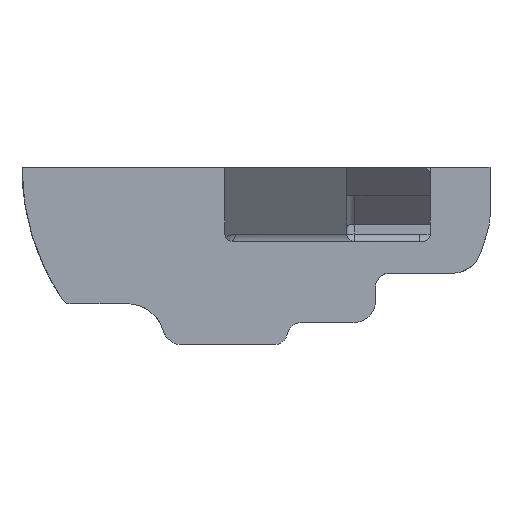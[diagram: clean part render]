
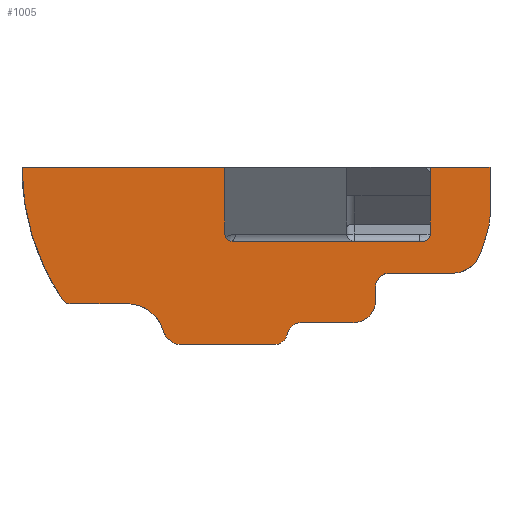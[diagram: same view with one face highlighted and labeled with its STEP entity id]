
A CAD part, front view. The second image highlights one B-rep face of the part: STEP entity #1005.
In plain terms, the highlighted planar face has unit normal (0, -1, 0).
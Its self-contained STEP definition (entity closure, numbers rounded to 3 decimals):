
#1005=ADVANCED_FACE('NONE',(#2562),#2563,.F.);
#1209=EDGE_CURVE('NONE',#2867,#2864,#2868,.T.);
#1273=EDGE_CURVE('NONE',#2956,#2953,#2957,.T.);
#1441=EDGE_CURVE('NONE',#3193,#3190,#3194,.T.);
#1461=EDGE_CURVE('NONE',#3222,#3219,#3223,.T.);
#1493=EDGE_CURVE('NONE',#3190,#3265,#3268,.T.);
#1607=EDGE_CURVE('NONE',#3420,#3417,#3421,.T.);
#1613=EDGE_CURVE('NONE',#3222,#3427,#3428,.T.);
#1659=EDGE_CURVE('NONE',#3487,#3484,#3488,.T.);
#1675=EDGE_CURVE('NONE',#3509,#3506,#3510,.T.);
#1695=EDGE_CURVE('NONE',#3506,#2867,#3537,.T.);
#1821=EDGE_CURVE('NONE',#3484,#3427,#3696,.T.);
#1845=EDGE_CURVE('NONE',#3726,#3219,#3727,.T.);
#1859=EDGE_CURVE('NONE',#3742,#3739,#3743,.T.);
#1889=EDGE_CURVE('NONE',#3739,#3774,#3777,.T.);
#1987=EDGE_CURVE('NONE',#2864,#3889,#3892,.T.);
#1999=EDGE_CURVE('NONE',#3509,#3726,#3905,.T.);
#2013=EDGE_CURVE('NONE',#3920,#3742,#3921,.T.);
#2017=EDGE_CURVE('NONE',#2953,#3920,#3925,.T.);
#2027=EDGE_CURVE('NONE',#3935,#3193,#3936,.T.);
#2029=EDGE_CURVE('NONE',#3265,#3938,#3939,.T.);
#2031=EDGE_CURVE('NONE',#3938,#3420,#3941,.T.);
#2033=EDGE_CURVE('NONE',#3417,#3487,#3943,.T.);
#2035=EDGE_CURVE('NONE',#3889,#2956,#3945,.T.);
#2037=EDGE_CURVE('NONE',#3774,#3935,#3947,.T.);
#2562=FACE_OUTER_BOUND('',#5526,.T.);
#2563=PLANE('',#5527);
#2864=VERTEX_POINT('NONE',#6400);
#2867=VERTEX_POINT('NONE',#6405);
#2868=CIRCLE('',#6406,0.7);
#2953=VERTEX_POINT('NONE',#6634);
#2956=VERTEX_POINT('NONE',#6639);
#2957=CIRCLE('',#6640,1.4);
#3190=VERTEX_POINT('NONE',#7134);
#3193=VERTEX_POINT('NONE',#7139);
#3194=CIRCLE('',#7140,1.0);
#3219=VERTEX_POINT('NONE',#7195);
#3222=VERTEX_POINT('NONE',#7200);
#3223=LINE('',#7201,#7202);
#3265=VERTEX_POINT('NONE',#7264);
#3268=LINE('',#7269,#7270);
#3417=VERTEX_POINT('NONE',#7571);
#3420=VERTEX_POINT('NONE',#7576);
#3421=CIRCLE('',#7577,3.0);
#3427=VERTEX_POINT('NONE',#7587);
#3428=CIRCLE('',#7588,0.5);
#3484=VERTEX_POINT('NONE',#7687);
#3487=VERTEX_POINT('NONE',#7692);
#3488=LINE('',#7693,#7694);
#3506=VERTEX_POINT('NONE',#7723);
#3509=VERTEX_POINT('NONE',#7728);
#3510=LINE('',#7729,#7730);
#3537=CIRCLE('',#7810,16.64);
#3696=LINE('',#8143,#8144);
#3726=VERTEX_POINT('NONE',#8191);
#3727=CIRCLE('',#8192,0.5);
#3739=VERTEX_POINT('NONE',#8223);
#3742=VERTEX_POINT('NONE',#8228);
#3743=CIRCLE('',#8229,1.0);
#3774=VERTEX_POINT('NONE',#8316);
#3777=LINE('',#8321,#8322);
#3889=VERTEX_POINT('NONE',#8535);
#3892=LINE('',#8540,#8541);
#3905=LINE('',#8594,#8595);
#3920=VERTEX_POINT('NONE',#8626);
#3921=CIRCLE('',#8627,1.0);
#3925=LINE('',#8634,#8635);
#3935=VERTEX_POINT('NONE',#8653);
#3936=LINE('',#8654,#8655);
#3938=VERTEX_POINT('NONE',#8658);
#3939=CIRCLE('',#8659,2.0);
#3941=CIRCLE('',#8662,16.64);
#3943=LINE('',#8665,#8666);
#3945=CIRCLE('',#8669,2.6);
#3947=CIRCLE('',#8672,1.5);
#5526=EDGE_LOOP('',(#10079,#10080,#10081,#10082,#10083,#10084,#10085,#10086,#10087,#10088,#10089,#10090,#10091,#10092,#10093,#10094,#10095,#10096,#10097,#10098,#10099,#10100,#10101,#10102));
#5527=AXIS2_PLACEMENT_3D('',#10103,#10104,#10105);
#6400=CARTESIAN_POINT('',(-13.237,0.0,-9.58));
#6405=CARTESIAN_POINT('',(-13.819,0.,-9.27));
#6406=AXIS2_PLACEMENT_3D('',#10562,#10563,#10564);
#6634=CARTESIAN_POINT('',(-5.4,0.,-12.46));
#6639=CARTESIAN_POINT('',(-6.744,0.,-11.452));
#6640=AXIS2_PLACEMENT_3D('',#10597,#10598,#10599);
#7134=CARTESIAN_POINT('',(9.15,0.0,-7.43));
#7139=CARTESIAN_POINT('',(8.15,0.0,-8.43));
#7140=AXIS2_PLACEMENT_3D('',#10720,#10721,#10722);
#7195=CARTESIAN_POINT('',(-1.9,0.0,-5.2));
#7200=CARTESIAN_POINT('',(11.5,0.0,-5.2));
#7201=CARTESIAN_POINT('',(-2.4,0.0,-5.2));
#7202=VECTOR('',#10733,1.0);
#7264=CARTESIAN_POINT('',(13.596,0.0,-7.43));
#7269=CARTESIAN_POINT('',(9.15,0.0,-7.43));
#7270=VECTOR('',#10767,1.0);
#7571=CARTESIAN_POINT('',(16.19,0.0,-3.475));
#7576=CARTESIAN_POINT('',(16.091,0.,-4.239));
#7577=AXIS2_PLACEMENT_3D('',#10856,#10857,#10858);
#7587=CARTESIAN_POINT('',(12.0,0.,-4.7));
#7588=AXIS2_PLACEMENT_3D('',#10863,#10864,#10865);
#7687=CARTESIAN_POINT('',(12.0,0.0,0.));
#7692=CARTESIAN_POINT('',(16.19,0.0,0.0));
#7693=CARTESIAN_POINT('',(-14.58,0.0,0.));
#7694=VECTOR('',#10905,1.0);
#7723=CARTESIAN_POINT('',(-16.64,0.0,0.));
#7728=CARTESIAN_POINT('',(-2.4,0.0,0.));
#7729=CARTESIAN_POINT('',(-14.58,0.0,0.));
#7730=VECTOR('',#10917,1.0);
#7810=AXIS2_PLACEMENT_3D('',#10923,#10924,#10925);
#8143=CARTESIAN_POINT('',(12.0,0.0,0.));
#8144=VECTOR('',#11028,1.0);
#8191=CARTESIAN_POINT('',(-2.4,0.0,-4.7));
#8192=AXIS2_PLACEMENT_3D('',#11052,#11053,#11054);
#8223=CARTESIAN_POINT('',(2.951,0.0,-10.9));
#8228=CARTESIAN_POINT('',(1.975,0.,-11.68));
#8229=AXIS2_PLACEMENT_3D('',#11062,#11063,#11064);
#8316=CARTESIAN_POINT('',(6.65,0.0,-10.9));
#8321=CARTESIAN_POINT('',(2.951,0.0,-10.9));
#8322=VECTOR('',#11084,1.0);
#8535=CARTESIAN_POINT('',(-9.24,0.0,-9.58));
#8540=CARTESIAN_POINT('',(-13.237,0.0,-9.58));
#8541=VECTOR('',#11160,1.0);
#8594=CARTESIAN_POINT('',(-2.4,0.0,0.));
#8595=VECTOR('',#11167,1.0);
#8626=CARTESIAN_POINT('',(1.,0.,-12.46));
#8627=AXIS2_PLACEMENT_3D('',#11177,#11178,#11179);
#8634=CARTESIAN_POINT('',(-5.4,0.,-12.46));
#8635=VECTOR('',#11181,1.0);
#8653=CARTESIAN_POINT('',(8.15,0.0,-9.4));
#8654=CARTESIAN_POINT('',(8.15,0.,-10.46));
#8655=VECTOR('',#11188,1.0);
#8658=CARTESIAN_POINT('',(15.453,0.0,-6.172));
#8659=AXIS2_PLACEMENT_3D('',#11189,#11190,#11191);
#8662=AXIS2_PLACEMENT_3D('',#11192,#11193,#11194);
#8665=CARTESIAN_POINT('',(16.19,0.0,-3.475));
#8666=VECTOR('',#11195,1.0);
#8669=AXIS2_PLACEMENT_3D('',#11196,#11197,#11198);
#8672=AXIS2_PLACEMENT_3D('',#11199,#11200,#11201);
#10079=ORIENTED_EDGE('',*,*,#2027,.T.);
#10080=ORIENTED_EDGE('',*,*,#1441,.T.);
#10081=ORIENTED_EDGE('',*,*,#1493,.T.);
#10082=ORIENTED_EDGE('',*,*,#2029,.T.);
#10083=ORIENTED_EDGE('',*,*,#2031,.T.);
#10084=ORIENTED_EDGE('',*,*,#1607,.T.);
#10085=ORIENTED_EDGE('',*,*,#2033,.T.);
#10086=ORIENTED_EDGE('',*,*,#1659,.T.);
#10087=ORIENTED_EDGE('',*,*,#1821,.T.);
#10088=ORIENTED_EDGE('',*,*,#1613,.F.);
#10089=ORIENTED_EDGE('',*,*,#1461,.T.);
#10090=ORIENTED_EDGE('',*,*,#1845,.F.);
#10091=ORIENTED_EDGE('',*,*,#1999,.F.);
#10092=ORIENTED_EDGE('',*,*,#1675,.T.);
#10093=ORIENTED_EDGE('',*,*,#1695,.T.);
#10094=ORIENTED_EDGE('',*,*,#1209,.T.);
#10095=ORIENTED_EDGE('',*,*,#1987,.T.);
#10096=ORIENTED_EDGE('',*,*,#2035,.T.);
#10097=ORIENTED_EDGE('',*,*,#1273,.T.);
#10098=ORIENTED_EDGE('',*,*,#2017,.T.);
#10099=ORIENTED_EDGE('',*,*,#2013,.T.);
#10100=ORIENTED_EDGE('',*,*,#1859,.T.);
#10101=ORIENTED_EDGE('',*,*,#1889,.T.);
#10102=ORIENTED_EDGE('',*,*,#2037,.T.);
#10103=CARTESIAN_POINT('',(0.,0.0,0.0));
#10104=DIRECTION('',(-0.0,1.0,0.0));
#10105=DIRECTION('',(1.0,0.0,0.0));
#10562=CARTESIAN_POINT('',(-13.237,0.0,-8.88));
#10563=DIRECTION('',(0.0,-1.0,0.0));
#10564=DIRECTION('',(0.0,0.0,-1.0));
#10597=CARTESIAN_POINT('',(-5.4,0.0,-11.06));
#10598=DIRECTION('',(0.0,-1.0,0.0));
#10599=DIRECTION('',(0.0,0.0,-1.0));
#10720=CARTESIAN_POINT('',(9.15,0.0,-8.43));
#10721=DIRECTION('',(0.0,1.0,0.0));
#10722=DIRECTION('',(0.0,0.0,1.0));
#10733=DIRECTION('',(-1.0,0.,0.));
#10767=DIRECTION('',(1.0,0.,0.));
#10856=CARTESIAN_POINT('',(13.19,0.0,-3.475));
#10857=DIRECTION('',(0.0,-1.0,0.0));
#10858=DIRECTION('',(0.0,0.0,1.0));
#10863=CARTESIAN_POINT('',(11.5,0.0,-4.7));
#10864=DIRECTION('',(0.0,-1.0,0.0));
#10865=DIRECTION('',(0.0,0.0,-1.0));
#10905=DIRECTION('',(-1.0,0.0,0.0));
#10917=DIRECTION('',(-1.0,0.0,0.0));
#10923=CARTESIAN_POINT('',(0.,0.0,0.0));
#10924=DIRECTION('',(0.0,-1.0,0.0));
#10925=DIRECTION('',(0.0,0.0,-1.0));
#11028=DIRECTION('',(0.,0.0,-1.0));
#11052=CARTESIAN_POINT('',(-1.9,0.0,-4.7));
#11053=DIRECTION('',(0.0,-1.0,0.0));
#11054=DIRECTION('',(0.0,0.0,-1.0));
#11062=CARTESIAN_POINT('',(2.951,0.0,-11.9));
#11063=DIRECTION('',(0.0,1.0,0.0));
#11064=DIRECTION('',(0.0,0.0,1.0));
#11084=DIRECTION('',(1.0,0.0,0.));
#11160=DIRECTION('',(1.0,0.0,0.0));
#11167=DIRECTION('',(0.,0.0,-1.0));
#11177=CARTESIAN_POINT('',(1.,0.,-11.46));
#11178=DIRECTION('',(0.0,-1.0,0.0));
#11179=DIRECTION('',(0.0,0.0,1.0));
#11181=DIRECTION('',(1.0,0.0,0.));
#11188=DIRECTION('',(0.0,0.0,1.0));
#11189=CARTESIAN_POINT('',(13.596,0.0,-5.43));
#11190=DIRECTION('',(0.0,-1.0,0.0));
#11191=DIRECTION('',(0.0,0.0,1.0));
#11192=CARTESIAN_POINT('',(0.,0.0,0.0));
#11193=DIRECTION('',(0.0,-1.0,0.0));
#11194=DIRECTION('',(0.0,0.0,-1.0));
#11195=DIRECTION('',(0.0,0.0,1.0));
#11196=CARTESIAN_POINT('',(-9.24,0.,-12.18));
#11197=DIRECTION('',(0.0,1.0,0.0));
#11198=DIRECTION('',(0.0,0.0,-1.0));
#11199=CARTESIAN_POINT('',(6.65,0.0,-9.4));
#11200=DIRECTION('',(0.0,-1.0,0.0));
#11201=DIRECTION('',(0.0,0.0,-1.0));
